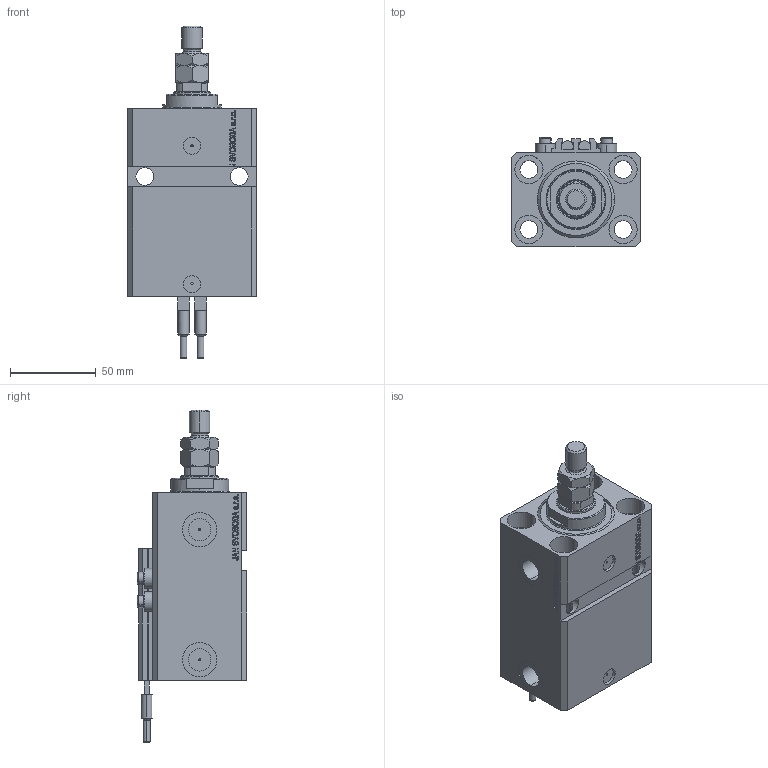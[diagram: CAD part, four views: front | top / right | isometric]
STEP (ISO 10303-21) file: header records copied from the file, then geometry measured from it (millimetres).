
FILE_DESCRIPTION (( 'STEP AP203' ), '1' );
FILE_NAME ('05ee.STEP', '2022-04-09T14:39:43', ( '' ), ( '' ), 'SwSTEP 2.0', 'SolidWorks 2019', '' );
FILE_SCHEMA (( 'CONFIG_CONTROL_DESIGN' ));
Length unit declared in the file: millimetre
Products named in the file (7): V250CE_VC_E 9e11e17d611ae74be04f064c4b7dcfc6; ALLEN BOLT V250CE 9e11e17d611ae74be04f064c4b7dcfc6; MTA 9e11e17d611ae74be04f064c4b7dcfc6; 05ee; V250CE_C_VCP 9e11e17d611ae74be04f064c4b7dcfc6; V250CE_E_Body 9e11e17d611ae74be04f064c4b7dcfc6; SWITCH_V250CE 9e11e17d611ae74be04f064c4b7dcfc6
Assembly tree (10 placements, depth 2):
  05ee
    V250CE_E_Body 9e11e17d611ae74be04f064c4b7dcfc6
    ALLEN BOLT V250CE 9e11e17d611ae74be04f064c4b7dcfc6  x4
    V250CE_C_VCP 9e11e17d611ae74be04f064c4b7dcfc6
    V250CE_VC_E 9e11e17d611ae74be04f064c4b7dcfc6
    MTA 9e11e17d611ae74be04f064c4b7dcfc6
    SWITCH_V250CE 9e11e17d611ae74be04f064c4b7dcfc6  x2
Bounding box: 75 x 64 x 193.9 mm (x, y, z)
Volume: 394689.5 mm3; surface area: 102917.7 mm2
Topology: 11 solids, 11 shells, 1181 faces, 2912 edges, 1869 vertices
Faces by surface type: plane 565, bspline 354, cylinder 154, cone 88, torus 20
Entity records: 49752 total; most frequent: CARTESIAN_POINT 25462, ORIENTED_EDGE 5406, DIRECTION 3677, EDGE_CURVE 2703, VERTEX_POINT 1755, LINE 1585, VECTOR 1585, EDGE_LOOP 1218
